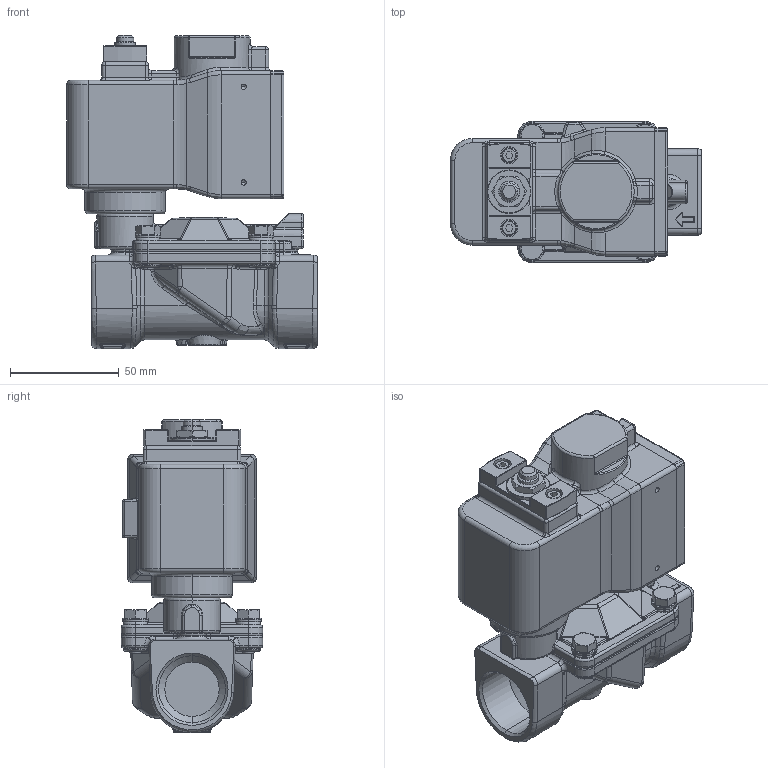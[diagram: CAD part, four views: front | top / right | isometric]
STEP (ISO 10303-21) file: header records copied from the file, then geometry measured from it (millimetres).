
FILE_DESCRIPTION((''),'2;1');
FILE_NAME('21W4KJB250_BDA_INGOMBRO_ASM','2009-07-09T',('romeri'),('O.D.E.'),'PRO/ENGINEER BY PARAMETRIC TECHNOLOGY CORPORATION, 2005450','PRO/ENGINEER BY PARAMETRIC TECHNOLOGY CORPORATION, 2005450','');
FILE_SCHEMA(('CONFIG_CONTROL_DESIGN'));
Length unit declared in the file: millimetre
Products named in the file (10): 4500W4_INGOMBRO; 450461_INGOMBRO; 451884_INGOMBRO; 451578_INGOMBRO; 450145; 450146; VITE_T_CIL_ESAG-INC_M4X10; ROSETTE_UNI_1751_M6; VITE_T_ESAGONALE_ISO_4_M6X16; 21W4KJB250_BDA_INGOMBRO_ASM
Assembly tree (16 placements, depth 2):
  21W4KJB250_BDA_INGOMBRO_ASM
    4500W4_INGOMBRO
    450461_INGOMBRO
    451884_INGOMBRO
    451578_INGOMBRO
    450145
    450146
    VITE_T_CIL_ESAG-INC_M4X10  x2
    ROSETTE_UNI_1751_M6  x4
    VITE_T_ESAGONALE_ISO_4_M6X16  x4
Bounding box: 115.5 x 65 x 144.2 mm (x, y, z)
Volume: 455891.6 mm3; surface area: 111952.7 mm2
Topology: 24 solids, 31 shells, 2187 faces, 4950 edges, 2864 vertices
Faces by surface type: cylinder 733, plane 481, bspline 433, torus 298, cone 155, sphere 87
Entity records: 88940 total; most frequent: CARTESIAN_POINT 26979, ORIENTED_EDGE 8618, DIRECTION 8155, PRESENTATION_STYLE_ASSIGNMENT 4754, EDGE_CURVE 4318, STYLED_ITEM 3610, AXIS2_PLACEMENT_3D 3269, CURVE_STYLE 2981
